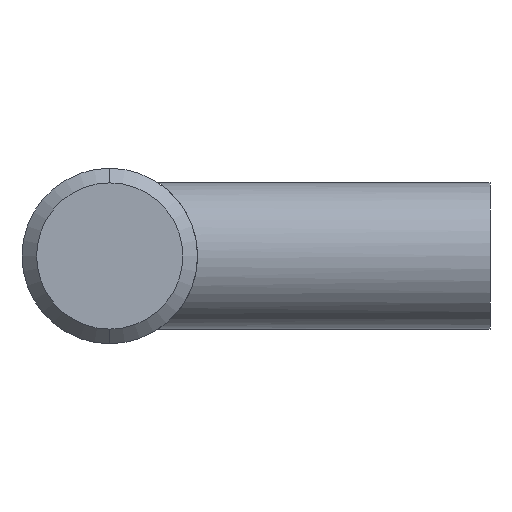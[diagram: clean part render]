
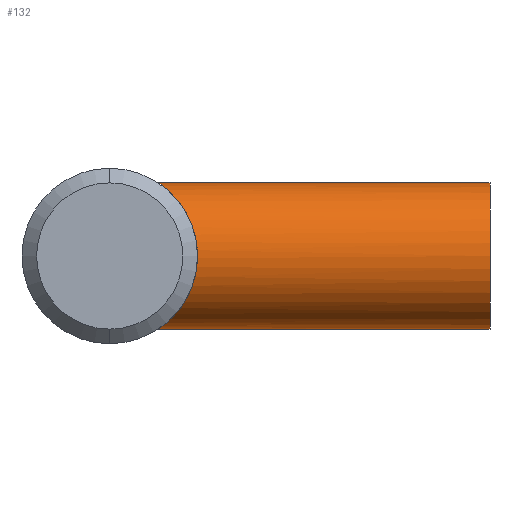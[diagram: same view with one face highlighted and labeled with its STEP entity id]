
A CAD part, left-side view. The second image highlights one B-rep face of the part: STEP entity #132.
In plain terms, the highlighted cylindrical face has radius 5 mm (diameter 10 mm), a partial arc.
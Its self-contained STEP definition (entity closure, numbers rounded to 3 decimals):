
#8 = EDGE_CURVE ( 'NONE', #537, #113, #378, .T. ) ;
#9 = CARTESIAN_POINT ( 'NONE',  ( -0.354, 22.683, -5. ) ) ;
#23 = CARTESIAN_POINT ( 'NONE',  ( -2.252, 21.999, 4.475 ) ) ;
#41 = CARTESIAN_POINT ( 'NONE',  ( -4.926, 20.062, -0.875 ) ) ;
#49 = CARTESIAN_POINT ( 'NONE',  ( -4.713, 20.238, -1.703 ) ) ;
#53 = AXIS2_PLACEMENT_3D ( 'NONE', #128, #236, #323 ) ;
#54 = CARTESIAN_POINT ( 'NONE',  ( -0.175, 22.683, 5. ) ) ;
#57 = CARTESIAN_POINT ( 'NONE',  ( -0.865, 22.576, 4.927 ) ) ;
#60 = AXIS2_PLACEMENT_3D ( 'NONE', #422, #89, #515 ) ;
#68 = VECTOR ( 'NONE', #253, 1000. ) ;
#83 = FACE_OUTER_BOUND ( 'NONE', #542, .T. ) ;
#89 = DIRECTION ( 'NONE',  ( 0., 1., 0. ) ) ;
#99 = CARTESIAN_POINT ( 'NONE',  ( -4.289, 20.58, 2.59 ) ) ;
#102 = CARTESIAN_POINT ( 'NONE',  ( -4.717, 20.234, 1.692 ) ) ;
#107 = CARTESIAN_POINT ( 'NONE',  ( -3.924, 20.864, 3.116 ) ) ;
#111 = CARTESIAN_POINT ( 'NONE',  ( 0., 32.001, 5. ) ) ;
#113 = VERTEX_POINT ( 'NONE', #266 ) ;
#126 = CARTESIAN_POINT ( 'NONE',  ( -4.444, 20.455, -2.316 ) ) ;
#128 = CARTESIAN_POINT ( 'NONE',  ( 0., 32.001, 0. ) ) ;
#132 = ADVANCED_FACE ( 'NONE', ( #83 ), #340, .T. ) ;
#134 = CARTESIAN_POINT ( 'NONE',  ( -2.249, 22.001, -4.477 ) ) ;
#137 = CARTESIAN_POINT ( 'NONE',  ( -5.009, 19.992, -0.006 ) ) ;
#145 = CARTESIAN_POINT ( 'NONE',  ( -4.449, 20.452, 2.307 ) ) ;
#147 = CARTESIAN_POINT ( 'NONE',  ( -1.816, 22.221, 4.661 ) ) ;
#168 = EDGE_CURVE ( 'NONE', #337, #113, #398, .T. ) ;
#169 = CARTESIAN_POINT ( 'NONE',  ( 0., 0., -5. ) ) ;
#175 = CARTESIAN_POINT ( 'NONE',  ( -1.36, 22.429, -4.823 ) ) ;
#178 = CARTESIAN_POINT ( 'NONE',  ( -3.04, 21.506, 3.982 ) ) ;
#196 = CARTESIAN_POINT ( 'NONE',  ( 0., 22.683, -5. ) ) ;
#199 = EDGE_CURVE ( 'NONE', #454, #537, #469, .T. ) ;
#211 = CARTESIAN_POINT ( 'NONE',  ( -4.955, 20.037, 0.689 ) ) ;
#220 = CARTESIAN_POINT ( 'NONE',  ( -3.714, 21.023, -3.362 ) ) ;
#231 = CARTESIAN_POINT ( 'NONE',  ( -1.356, 22.42, 4.815 ) ) ;
#236 = DIRECTION ( 'NONE',  ( 0., -1., 0. ) ) ;
#239 = ORIENTED_EDGE ( 'NONE', *, *, #199, .T. ) ;
#247 = EDGE_CURVE ( 'NONE', #454, #337, #445, .T. ) ;
#251 = CARTESIAN_POINT ( 'NONE',  ( -2.525, 21.836, -4.327 ) ) ;
#253 = DIRECTION ( 'NONE',  ( 0., -1., 0. ) ) ;
#266 = CARTESIAN_POINT ( 'NONE',  ( 0., 0., 5. ) ) ;
#273 = CARTESIAN_POINT ( 'NONE',  ( -0.697, 22.615, 4.954 ) ) ;
#274 = CARTESIAN_POINT ( 'NONE',  ( 0., 22.683, 5. ) ) ;
#280 = CARTESIAN_POINT ( 'NONE',  ( 0., 22.683, 5. ) ) ;
#287 = ORIENTED_EDGE ( 'NONE', *, *, #8, .T. ) ;
#290 = ORIENTED_EDGE ( 'NONE', *, *, #247, .F. ) ;
#305 = CARTESIAN_POINT ( 'NONE',  ( 0., 32.001, -5. ) ) ;
#308 = CARTESIAN_POINT ( 'NONE',  ( -3.035, 21.509, -3.986 ) ) ;
#310 = CARTESIAN_POINT ( 'NONE',  ( -4.991, 20.007, 0.342 ) ) ;
#317 = CARTESIAN_POINT ( 'NONE',  ( -2.527, 21.835, 4.325 ) ) ;
#323 = DIRECTION ( 'NONE',  ( 0., 0., -1. ) ) ;
#337 = VERTEX_POINT ( 'NONE', #280 ) ;
#340 = CYLINDRICAL_SURFACE ( 'NONE', #53, 5. ) ;
#345 = CARTESIAN_POINT ( 'NONE',  ( -0.696, 22.626, -4.963 ) ) ;
#347 = CARTESIAN_POINT ( 'NONE',  ( -4.954, 20.039, -0.702 ) ) ;
#352 = CARTESIAN_POINT ( 'NONE',  ( -1.667, 22.291, 4.717 ) ) ;
#378 = CIRCLE ( 'NONE', #60, 5. ) ;
#386 = CARTESIAN_POINT ( 'NONE',  ( -4.818, 20.151, -1.38 ) ) ;
#395 = CARTESIAN_POINT ( 'NONE',  ( -1.195, 22.478, 4.858 ) ) ;
#397 = CARTESIAN_POINT ( 'NONE',  ( -3.277, 21.34, 3.789 ) ) ;
#398 = LINE ( 'NONE', #111, #400 ) ;
#400 = VECTOR ( 'NONE', #530, 1000. ) ;
#418 = CARTESIAN_POINT ( 'NONE',  ( -4.284, 20.583, -2.597 ) ) ;
#422 = CARTESIAN_POINT ( 'NONE',  ( 0., 0., 0. ) ) ;
#432 = CARTESIAN_POINT ( 'NONE',  ( 0., 22.683, -5. ) ) ;
#445 = B_SPLINE_CURVE_WITH_KNOTS ( 'NONE', 3,
 ( #432, #9, #345, #175, #517, #134, #251, #308, #508, #220, #474, #418, #126, #49, #386, #41, #347, #518, #137, #310, #211, #476, #550, #102, #145, #99, #107, #528, #397, #178, #317, #23, #147, #352, #231, #395, #57, #273, #487, #54, #274 ),
 .UNSPECIFIED., .F., .F.,
 ( 4, 2, 2, 2, 2, 2, 2, 2, 2, 1, 2, 2, 2, 2, 2, 2, 2, 2, 2, 2, 4 ),
 ( 0., 0.001, 0.002, 0.003, 0.004, 0.005, 0.006, 0.007, 0.008, 0.008, 0.009, 0.009, 0.01, 0.011, 0.013, 0.014, 0.015, 0.015, 0.016, 0.016, 0.017 ),
 .UNSPECIFIED. ) ;
#454 = VERTEX_POINT ( 'NONE', #196 ) ;
#469 = LINE ( 'NONE', #305, #68 ) ;
#474 = CARTESIAN_POINT ( 'NONE',  ( -3.921, 20.866, -3.119 ) ) ;
#476 = CARTESIAN_POINT ( 'NONE',  ( -4.928, 20.06, 0.863 ) ) ;
#487 = CARTESIAN_POINT ( 'NONE',  ( -0.353, 22.669, 4.991 ) ) ;
#508 = CARTESIAN_POINT ( 'NONE',  ( -3.272, 21.344, -3.794 ) ) ;
#515 = DIRECTION ( 'NONE',  ( 0., 0., 1. ) ) ;
#517 = CARTESIAN_POINT ( 'NONE',  ( -1.667, 22.296, -4.724 ) ) ;
#518 = CARTESIAN_POINT ( 'NONE',  ( -4.991, 20.008, -0.354 ) ) ;
#528 = CARTESIAN_POINT ( 'NONE',  ( -3.718, 21.02, 3.357 ) ) ;
#530 = DIRECTION ( 'NONE',  ( 0., -1., 0. ) ) ;
#531 = ORIENTED_EDGE ( 'NONE', *, *, #168, .F. ) ;
#537 = VERTEX_POINT ( 'NONE', #169 ) ;
#542 = EDGE_LOOP ( 'NONE', ( #531, #290, #239, #287 ) ) ;
#550 = CARTESIAN_POINT ( 'NONE',  ( -4.821, 20.148, 1.369 ) ) ;
